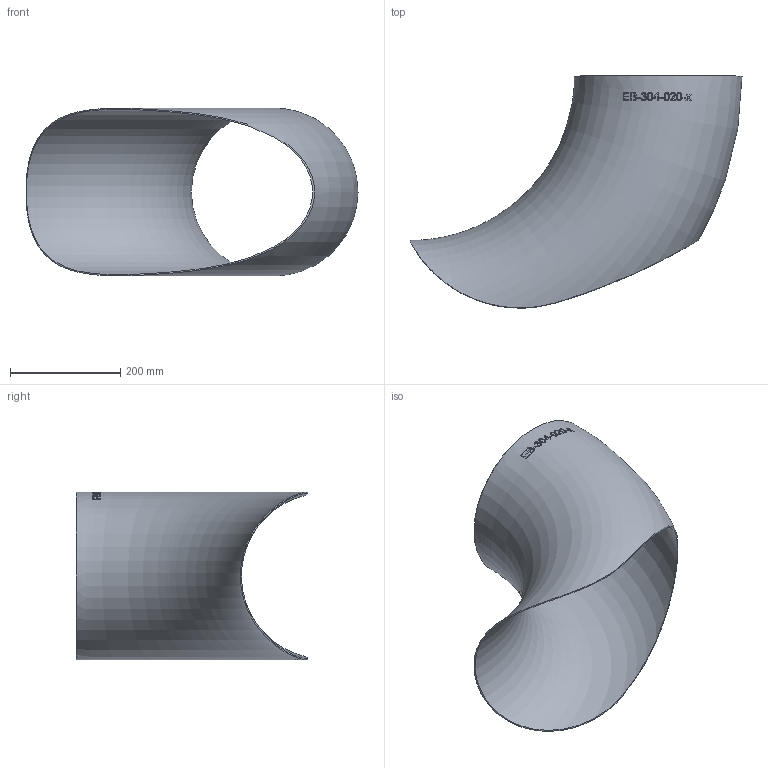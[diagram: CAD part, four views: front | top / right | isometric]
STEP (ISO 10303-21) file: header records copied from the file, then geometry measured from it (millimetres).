
FILE_DESCRIPTION (( 'STEP AP214' ), '1' );
FILE_NAME ('EB-304-020-x Einschweissbogen 2210.STEP', '2022-10-19T09:18:09', ( '' ), ( '' ), 'SwSTEP 2.0', 'SolidWorks 2019', '' );
FILE_SCHEMA (( 'AUTOMOTIVE_DESIGN' ));
Length unit declared in the file: millimetre
Products named in the file (1): EB-304-020-x Einschweissbogen 2210
Bounding box: 602 x 420.6 x 304.04 mm (x, y, z)
Volume: 853922.8 mm3; surface area: 860438.2 mm2
Topology: 1 solids, 1 shells, 156 faces, 415 edges, 278 vertices
Faces by surface type: bspline 133, torus 20, plane 2, cylinder 1
Entity records: 30022 total; most frequent: CARTESIAN_POINT 25729, ORIENTED_EDGE 822, EDGE_CURVE 411, B_SPLINE_CURVE_WITH_KNOTS 406, VERTEX_POINT 276, EDGE_LOOP 177, FACE_OUTER_BOUND 158, ADVANCED_FACE 156
